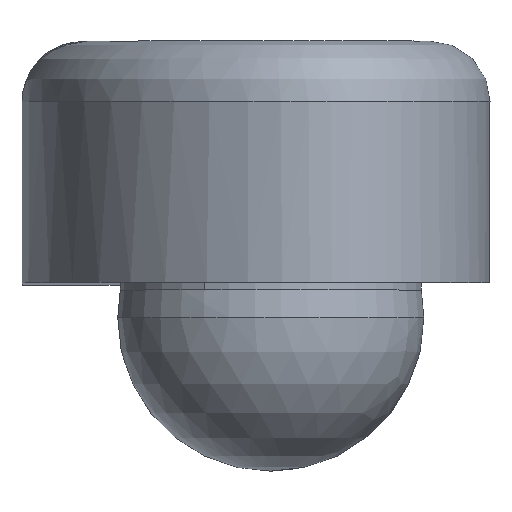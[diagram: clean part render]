
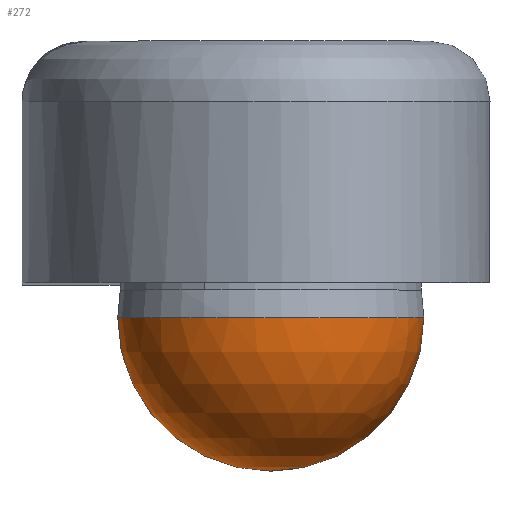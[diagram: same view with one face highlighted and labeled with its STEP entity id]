
A CAD part, top view. The second image highlights one B-rep face of the part: STEP entity #272.
In plain terms, the highlighted spherical face has radius 5.083 mm.
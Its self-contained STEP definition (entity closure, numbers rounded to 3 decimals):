
#21 = CIRCLE ( 'NONE', #683, 5.083 ) ;
#41 = CARTESIAN_POINT ( 'NONE',  ( 14.647, -5.167, 40.291 ) ) ;
#68 = DIRECTION ( 'NONE',  ( 0.899, 0., 0.438 ) ) ;
#128 = VERTEX_POINT ( 'NONE', #933 ) ;
#156 = DIRECTION ( 'NONE',  ( 0., 0., -1. ) ) ;
#164 = DIRECTION ( 'NONE',  ( 0., 1., 0. ) ) ;
#272 = ADVANCED_FACE ( 'NONE', ( #1176 ), #732, .T. ) ;
#347 = EDGE_LOOP ( 'NONE', ( #1211, #530 ) ) ;
#435 = AXIS2_PLACEMENT_3D ( 'NONE', #41, #164, #68 ) ;
#530 = ORIENTED_EDGE ( 'NONE', *, *, #815, .T. ) ;
#555 = CARTESIAN_POINT ( 'NONE',  ( 14.647, -5.167, 40.291 ) ) ;
#683 = AXIS2_PLACEMENT_3D ( 'NONE', #555, #839, #156 ) ;
#732 = SPHERICAL_SURFACE ( 'NONE', #435, 5.083 ) ;
#815 = EDGE_CURVE ( 'NONE', #128, #1025, #21, .T. ) ;
#818 = CARTESIAN_POINT ( 'NONE',  ( 14.647, -5.167, 40.291 ) ) ;
#839 = DIRECTION ( 'NONE',  ( 0., -1., 0. ) ) ;
#854 = AXIS2_PLACEMENT_3D ( 'NONE', #818, #917, #1011 ) ;
#893 = CIRCLE ( 'NONE', #854, 5.083 ) ;
#917 = DIRECTION ( 'NONE',  ( 0., 1., 0. ) ) ;
#933 = CARTESIAN_POINT ( 'NONE',  ( 16.876, -5.167, 35.722 ) ) ;
#1011 = DIRECTION ( 'NONE',  ( -1., 0., 0. ) ) ;
#1025 = VERTEX_POINT ( 'NONE', #1099 ) ;
#1099 = CARTESIAN_POINT ( 'NONE',  ( 12.419, -5.167, 44.86 ) ) ;
#1130 = EDGE_CURVE ( 'NONE', #128, #1025, #893, .T. ) ;
#1176 = FACE_OUTER_BOUND ( 'NONE', #347, .T. ) ;
#1211 = ORIENTED_EDGE ( 'NONE', *, *, #1130, .F. ) ;
